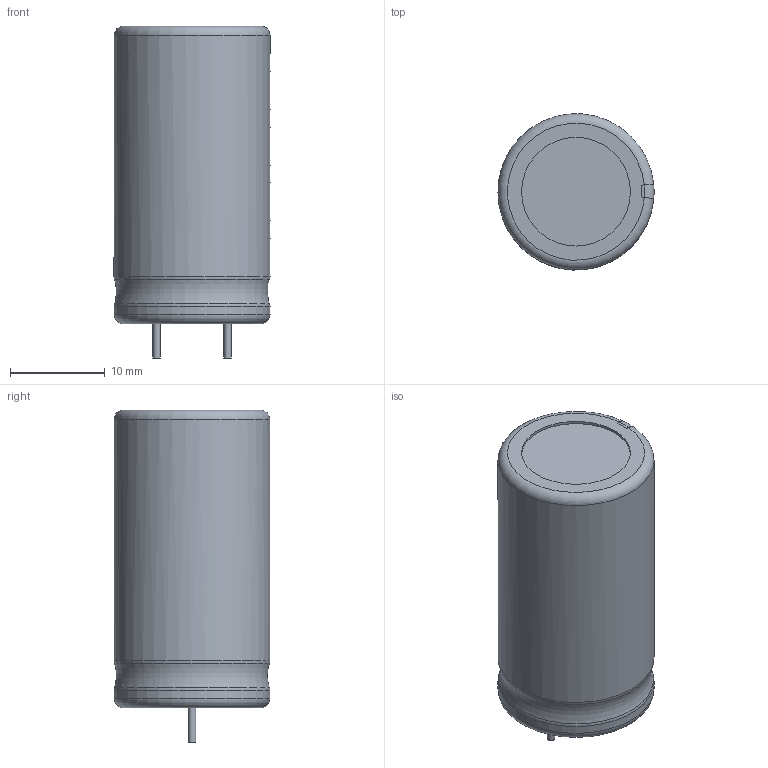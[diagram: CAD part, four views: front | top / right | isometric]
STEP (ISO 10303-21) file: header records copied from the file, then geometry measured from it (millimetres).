
FILE_DESCRIPTION(/* description */ (''),/* implementation_level */ '2;1');
FILE_NAME(/* name */ 'CAPPR750-1650X3150.stp',/* time_stamp */ '2016-12-19T12:10:19+01:00',/* author */ ('jchouvet'),/* organization */ (''),/* preprocessor_version */ 'ST-DEVELOPER v16.1',/* originating_system */ 'AutoCAD Mechanical',/* authorisation */ '');
FILE_SCHEMA (('AUTOMOTIVE_DESIGN { 1 0 10303 214 3 1 1 }'));
Length unit declared in the file: millimetre
Products named in the file (1): Product
Bounding box: 16.5 x 16.49 x 35.1 mm (x, y, z)
Volume: 6631.1 mm3; surface area: 2633.4 mm2
Topology: 11 solids, 11 shells, 93 faces, 196 edges, 127 vertices
Faces by surface type: plane 57, cylinder 26, torus 10
Full cylindrical faces by diameter (mm): 0.8 x2, 11.5 x1, 11.516 x3, 16.5 x1
Entity records: 2485 total; most frequent: CARTESIAN_POINT 451, DIRECTION 446, ORIENTED_EDGE 360, EDGE_CURVE 180, AXIS2_PLACEMENT_3D 177, VERTEX_POINT 124, EDGE_LOOP 108, FACE_OUTER_BOUND 93
